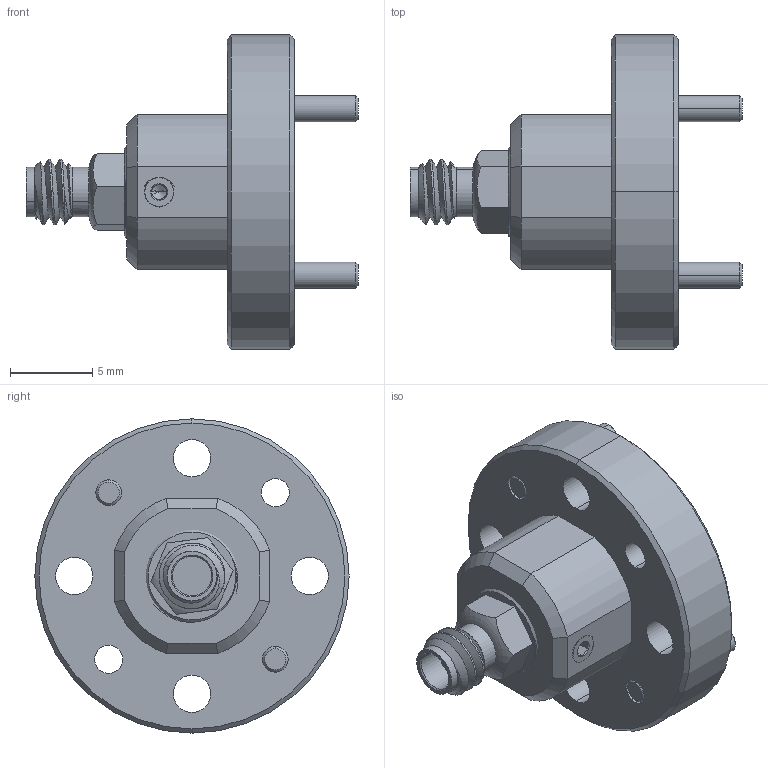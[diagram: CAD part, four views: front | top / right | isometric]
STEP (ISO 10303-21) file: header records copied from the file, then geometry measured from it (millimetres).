
FILE_DESCRIPTION (( 'STEP AP203' ), '1' );
FILE_NAME ('WC-WE-A.STEP', '2021-11-19T23:43:21', ( '' ), ( '' ), 'SwSTEP 2.0', 'SolidWorks 2021', '' );
FILE_SCHEMA (( 'CONFIG_CONTROL_DESIGN' ));
Length unit declared in the file: inch
Products named in the file (1): WC-WE-A
Bounding box: 20.13 x 19.05 x 19.05 mm (x, y, z)
Volume: 1588.1 mm3; surface area: 1549.4 mm2
Topology: 6 solids, 6 shells, 272 faces, 622 edges, 365 vertices
Faces by surface type: cone 104, cylinder 96, plane 66, bspline 4, torus 2
Entity records: 8964 total; most frequent: CARTESIAN_POINT 2936, DIRECTION 1253, ORIENTED_EDGE 1228, EDGE_CURVE 614, AXIS2_PLACEMENT_3D 504, VERTEX_POINT 365, EDGE_LOOP 299, FACE_OUTER_BOUND 272
